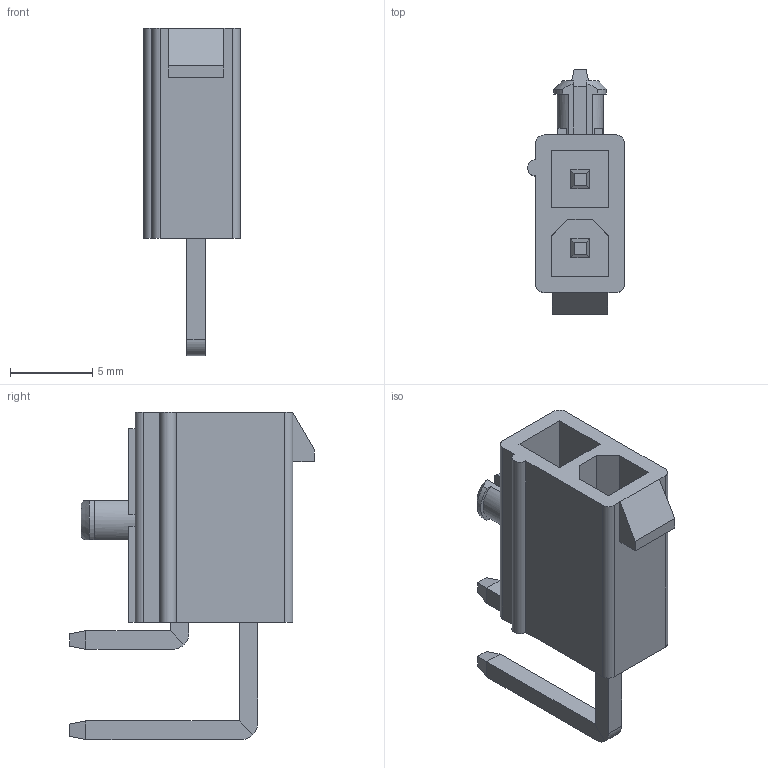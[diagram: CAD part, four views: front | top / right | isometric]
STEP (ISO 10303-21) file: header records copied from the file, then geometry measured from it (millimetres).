
FILE_DESCRIPTION (( 'STEP AP214' ), '1' );
FILE_NAME ('FWF42004-D02B22TK-REF .STEP', '2025-07-16T05:39:35', ( '' ), ( '' ), 'SwSTEP 2.0', 'SolidWorks 2021', '' );
FILE_SCHEMA (( 'AUTOMOTIVE_DESIGN' ));
Length unit declared in the file: millimetre
Products named in the file (1): FWF42004-D02B22TK-REF 
Bounding box: 5.9 x 14.93 x 19.94 mm (x, y, z)
Volume: 519.4 mm3; surface area: 963.9 mm2
Topology: 1 solids, 1 shells, 105 faces, 269 edges, 172 vertices
Faces by surface type: plane 92, cylinder 11, cone 2
Entity records: 3165 total; most frequent: CARTESIAN_POINT 571, ORIENTED_EDGE 538, DIRECTION 509, EDGE_CURVE 269, VECTOR 225, LINE 225, VERTEX_POINT 172, AXIS2_PLACEMENT_3D 142
